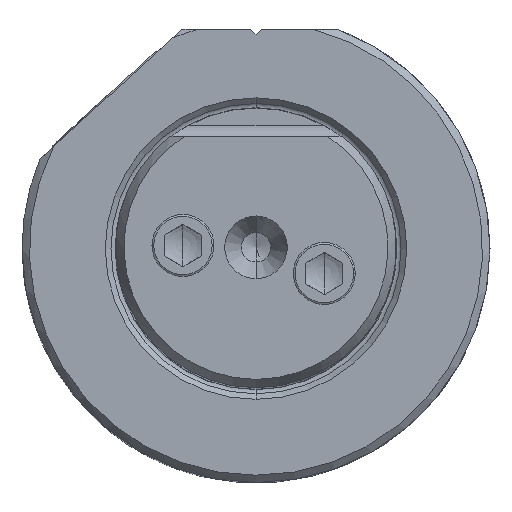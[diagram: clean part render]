
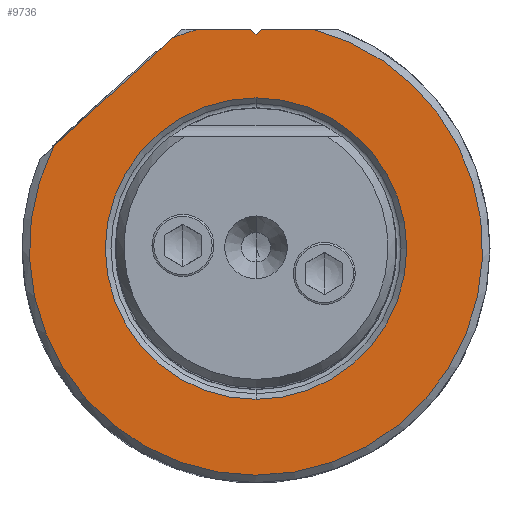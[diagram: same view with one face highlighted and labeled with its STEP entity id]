
A CAD part, top view. The second image highlights one B-rep face of the part: STEP entity #9736.
In plain terms, the highlighted planar face has unit normal (0, 0, 1).
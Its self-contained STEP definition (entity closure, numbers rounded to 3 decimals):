
#2973=DIRECTION('',(0.707,-0.707,0.));
#2974=VECTOR('',#2973,0.5);
#2975=CARTESIAN_POINT('',(-0.354,14.875,0.));
#2976=LINE('',#2975,#2974);
#2980=DIRECTION('',(0.707,0.707,0.));
#2981=VECTOR('',#2980,0.5);
#2982=CARTESIAN_POINT('',(0.,14.521,0.));
#2983=LINE('',#2982,#2981);
#2987=DIRECTION('',(1.,0.,0.));
#2988=VECTOR('',#2987,3.536);
#2989=CARTESIAN_POINT('',(0.354,14.875,0.));
#2990=LINE('',#2989,#2988);
#2994=CARTESIAN_POINT('',(0.,0.,0.));
#2995=DIRECTION('',(0.,0.,-1.));
#2996=DIRECTION('',(0.253,0.967,0.));
#2997=AXIS2_PLACEMENT_3D('',#2994,#2995,#2996);
#3002=DIRECTION('',(0.738,0.675,0.));
#3003=VECTOR('',#3002,10.909);
#3004=CARTESIAN_POINT('',(-13.725,6.93,
0.));
#3005=LINE('',#3004,#3003);
#3009=CARTESIAN_POINT('',(0.,0.,0.));
#3010=DIRECTION('',(0.,0.,-1.));
#3011=DIRECTION('',(-0.369,0.929,0.));
#3012=AXIS2_PLACEMENT_3D('',#3009,#3010,#3011);
#3017=DIRECTION('',(1.,0.,0.));
#3018=VECTOR('',#3017,3.536);
#3019=CARTESIAN_POINT('',(-3.889,14.875,
0.));
#3020=LINE('',#3019,#3018);
#3024=CARTESIAN_POINT('',(0.,0.,0.));
#3025=DIRECTION('',(0.,0.,1.));
#3026=DIRECTION('',(0.,1.,0.));
#3027=AXIS2_PLACEMENT_3D('',#3024,#3025,#3026);
#3032=CARTESIAN_POINT('',(0.,0.,0.));
#3033=DIRECTION('',(0.,0.,1.));
#3034=DIRECTION('',(0.,-1.,0.));
#3035=AXIS2_PLACEMENT_3D('',#3032,#3033,#3034);
#5635=CARTESIAN_POINT('',(-0.354,14.875,0.));
#5636=VERTEX_POINT('',#5635);
#5639=CARTESIAN_POINT('',(0.354,14.875,0.));
#5640=VERTEX_POINT('',#5639);
#5641=CARTESIAN_POINT('',(0.,14.521,0.));
#5642=VERTEX_POINT('',#5641);
#5643=CARTESIAN_POINT('',(3.889,14.875,0.));
#5644=VERTEX_POINT('',#5643);
#5645=CARTESIAN_POINT('',(-13.725,6.93,
0.));
#5646=CARTESIAN_POINT('',(-5.673,14.29,
0.));
#5647=VERTEX_POINT('',#5645);
#5648=VERTEX_POINT('',#5646);
#5649=CARTESIAN_POINT('',(-3.889,14.875,
0.));
#5650=VERTEX_POINT('',#5649);
#5651=CARTESIAN_POINT('',(0.,10.225,0.));
#5652=CARTESIAN_POINT('',(0.,-10.225,0.));
#5653=VERTEX_POINT('',#5651);
#5654=VERTEX_POINT('',#5652);
#9712=CARTESIAN_POINT('',(0.003,-0.256,
0.));
#9713=DIRECTION('',(0.,0.,1.));
#9714=DIRECTION('',(0.,-1.,0.));
#9715=AXIS2_PLACEMENT_3D('',#9712,#9713,#9714);
#9716=PLANE('',#9715);
#9718=ORIENTED_EDGE('',*,*,#9717,.T.);
#9720=ORIENTED_EDGE('',*,*,#9719,.T.);
#9721=ORIENTED_EDGE('',*,*,#9675,.T.);
#9722=ORIENTED_EDGE('',*,*,#9697,.T.);
#9723=ORIENTED_EDGE('',*,*,#8095,.T.);
#9725=ORIENTED_EDGE('',*,*,#9724,.T.);
#9727=ORIENTED_EDGE('',*,*,#9726,.T.);
#9728=EDGE_LOOP('',(#9718,#9720,#9721,#9722,#9723,#9725,#9727));
#9729=FACE_OUTER_BOUND('',#9728,.F.);
#9731=ORIENTED_EDGE('',*,*,#9730,.T.);
#9733=ORIENTED_EDGE('',*,*,#9732,.T.);
#9734=EDGE_LOOP('',(#9731,#9733));
#9735=FACE_BOUND('',#9734,.F.);
#2998=CIRCLE('',#2997,15.375);
#3013=CIRCLE('',#3012,15.375);
#3028=CIRCLE('',#3027,10.225);
#3036=CIRCLE('',#3035,10.225);
#8095=EDGE_CURVE('',#5647,#5648,#3005,.T.);
#9675=EDGE_CURVE('',#5640,#5644,#2990,.T.);
#9697=EDGE_CURVE('',#5644,#5647,#2998,.T.);
#9717=EDGE_CURVE('',#5636,#5642,#2976,.T.);
#9719=EDGE_CURVE('',#5642,#5640,#2983,.T.);
#9724=EDGE_CURVE('',#5648,#5650,#3013,.T.);
#9726=EDGE_CURVE('',#5650,#5636,#3020,.T.);
#9730=EDGE_CURVE('',#5653,#5654,#3028,.T.);
#9732=EDGE_CURVE('',#5654,#5653,#3036,.T.);
#9736=ADVANCED_FACE('',(#9729,#9735),#9716,.T.);
